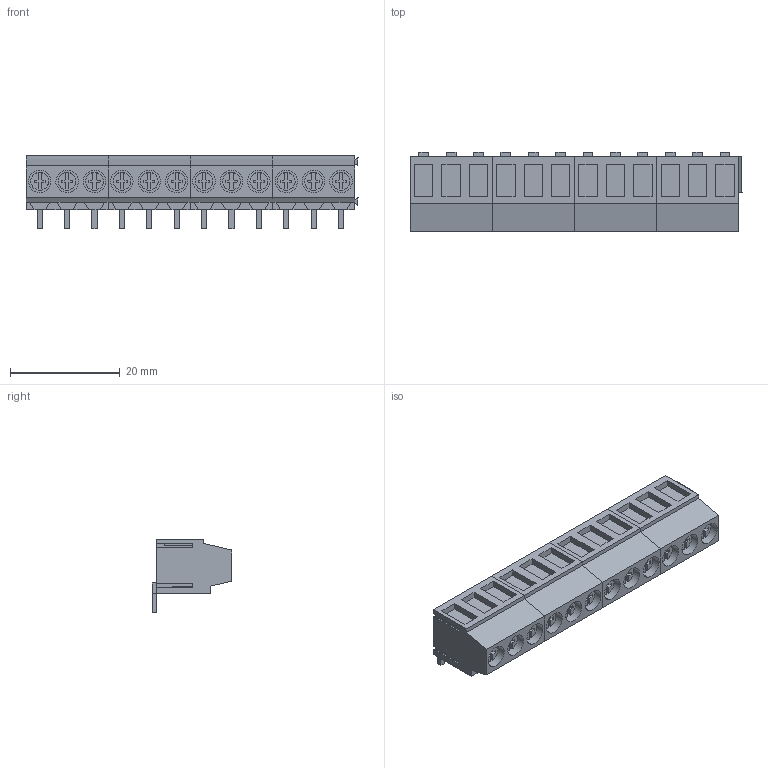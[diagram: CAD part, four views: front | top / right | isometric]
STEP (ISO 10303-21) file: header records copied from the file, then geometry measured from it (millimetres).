
FILE_DESCRIPTION(('CATIA V5 STEP Exchange','CAx-IF Rec.Pracs.--- Model Styling and Organization---1.2---2011-12-15'),'2;1');
FILE_NAME ('D1449972_0_1234330000_1234330000.stp','2018-03-31T10:29:58+00:00',('none'),('Weidmueller'),'CATIA Version 5-6 Release 2014','CATIA V5 STEP AP214','none');
FILE_SCHEMA(('AUTOMOTIVE_DESIGN { 1 0 10303 214 1 1 1 1 }'));
Length unit declared in the file: millimetre
Products named in the file (1): 1234330000
Bounding box: 60.6 x 14.6 x 13.5 mm (x, y, z)
Volume: 5728.3 mm3; surface area: 6912.1 mm2
Topology: 28 solids, 28 shells, 848 faces, 2244 edges, 1488 vertices
Faces by surface type: plane 776, cylinder 72
Entity records: 25708 total; most frequent: CARTESIAN_POINT 5146, ORIENTED_EDGE 4488, DIRECTION 3426, EDGE_CURVE 2244, VECTOR 2052, LINE 2052, VERTEX_POINT 1488, EDGE_LOOP 884
